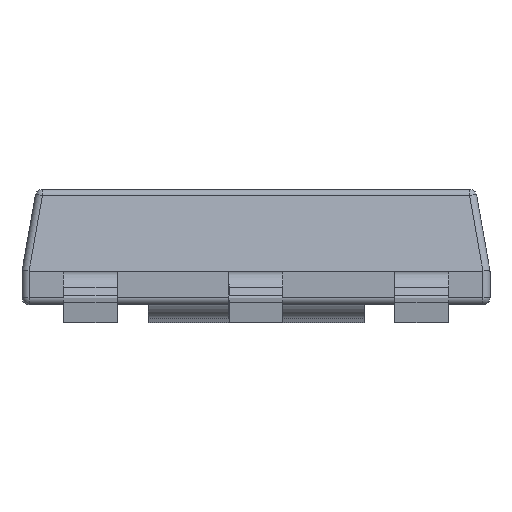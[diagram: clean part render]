
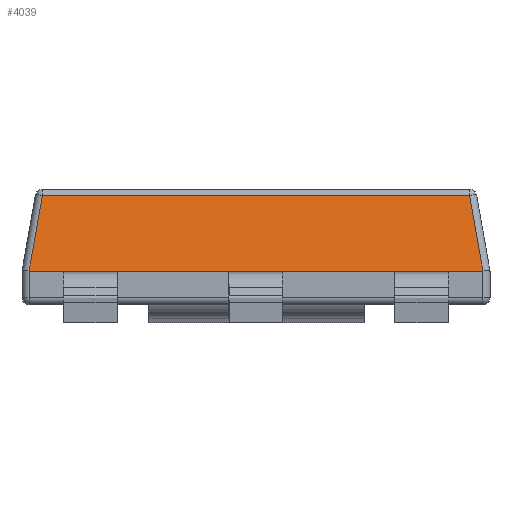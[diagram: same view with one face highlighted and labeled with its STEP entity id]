
A CAD part, left-side view. The second image highlights one B-rep face of the part: STEP entity #4039.
In plain terms, the highlighted planar face has unit normal (-0.985, 0, 0.174).
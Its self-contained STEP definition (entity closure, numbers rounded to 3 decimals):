
#14=ELLIPSE('',#4247,0.576,0.1);
#25=ELLIPSE('',#4285,0.576,0.1);
#288=FACE_OUTER_BOUND('',#508,.T.);
#508=EDGE_LOOP('',(#3235,#3236,#3237,#3238,#3239,#3240));
#923=LINE('',#6191,#1407);
#931=LINE('',#6220,#1415);
#934=LINE('',#6226,#1418);
#942=LINE('',#6248,#1426);
#1407=VECTOR('',#5055,5.932);
#1415=VECTOR('',#5093,1.084);
#1418=VECTOR('',#5098,1.084);
#1426=VECTOR('',#5126,6.3);
#1784=VERTEX_POINT('',#6161);
#1785=VERTEX_POINT('',#6163);
#1788=VERTEX_POINT('',#6170);
#1793=VERTEX_POINT('',#6185);
#1802=VERTEX_POINT('',#6225);
#1805=VERTEX_POINT('',#6236);
#2265=EDGE_CURVE('',#1784,#1785,#14,.T.);
#2279=EDGE_CURVE('',#1793,#1788,#923,.T.);
#2294=EDGE_CURVE('',#1785,#1793,#931,.T.);
#2297=EDGE_CURVE('',#1788,#1802,#934,.T.);
#2306=EDGE_CURVE('',#1802,#1805,#25,.T.);
#2310=EDGE_CURVE('',#1784,#1805,#942,.T.);
#3235=ORIENTED_EDGE('',*,*,#2306,.F.);
#3236=ORIENTED_EDGE('',*,*,#2297,.F.);
#3237=ORIENTED_EDGE('',*,*,#2279,.F.);
#3238=ORIENTED_EDGE('',*,*,#2294,.F.);
#3239=ORIENTED_EDGE('',*,*,#2265,.F.);
#3240=ORIENTED_EDGE('',*,*,#2310,.T.);
#3688=PLANE('',#4288);
#4039=ADVANCED_FACE('',(#288),#3688,.T.);
#4247=AXIS2_PLACEMENT_3D('',#6164,#5021,#5022);
#4285=AXIS2_PLACEMENT_3D('',#6241,#5115,#5116);
#4288=AXIS2_PLACEMENT_3D('',#6247,#5124,#5125);
#5021=DIRECTION('center_axis',(0.985,0.,
-0.174));
#5022=DIRECTION('ref_axis',(-0.174,0.,-0.985));
#5055=DIRECTION('',(0.,-1.,0.));
#5093=DIRECTION('',(0.171,-0.171,0.97));
#5098=DIRECTION('',(-0.171,-0.171,-0.97));
#5115=DIRECTION('center_axis',(0.985,0.,
-0.174));
#5116=DIRECTION('ref_axis',(-0.174,0.,-0.985));
#5124=DIRECTION('center_axis',(-0.985,0.,
0.174));
#5125=DIRECTION('ref_axis',(0.174,0.,0.985));
#5126=DIRECTION('',(0.,-1.,0.));
#6161=CARTESIAN_POINT('',(-1.75,3.15,0.716));
#6163=CARTESIAN_POINT('',(-1.75,3.152,0.716));
#6164=CARTESIAN_POINT('Origin',(-1.65,3.15,1.283));
#6170=CARTESIAN_POINT('',(-1.565,-2.966,1.767));
#6185=CARTESIAN_POINT('',(-1.565,2.966,1.767));
#6191=CARTESIAN_POINT('',(-1.565,0.813,1.767));
#6220=CARTESIAN_POINT('',(-1.594,2.995,1.603));
#6225=CARTESIAN_POINT('',(-1.75,-3.152,0.716));
#6226=CARTESIAN_POINT('',(-1.572,-2.973,1.727));
#6236=CARTESIAN_POINT('',(-1.75,-3.15,0.716));
#6241=CARTESIAN_POINT('Origin',(-1.65,-3.15,1.283));
#6247=CARTESIAN_POINT('Origin',(-1.65,1.625,1.283));
#6248=CARTESIAN_POINT('',(-1.75,1.625,0.716));
